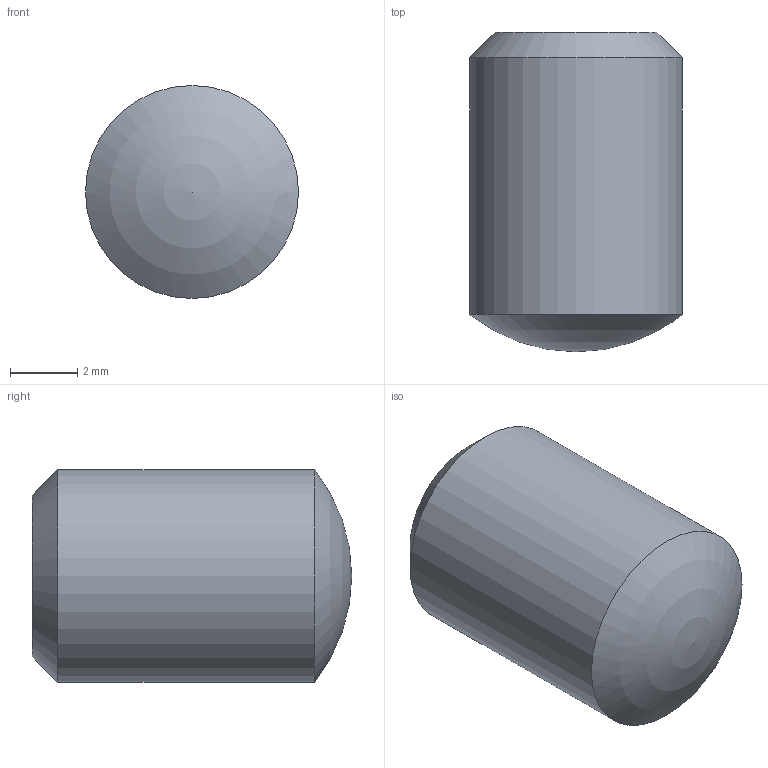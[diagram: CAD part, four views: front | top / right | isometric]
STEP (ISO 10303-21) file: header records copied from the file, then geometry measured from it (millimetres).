
FILE_DESCRIPTION(('FreeCAD Model'),'2;1');
FILE_NAME('13695.step', '2020-03-31T15:44:55',('Author'),(''), 'Open CASCADE STEP processor 7.2','FreeCAD','Unknown');
FILE_SCHEMA(('AUTOMOTIVE_DESIGN { 1 0 10303 214 1 1 1 1 }'));
Length unit declared in the file: millimetre
Products named in the file (1): 13695
Bounding box: 6.35 x 9.53 x 6.35 mm (x, y, z)
Volume: 249.9 mm3; surface area: 257 mm2
Topology: 1 solids, 1 shells, 12 faces, 28 edges, 18 vertices
Faces by surface type: plane 8, cone 2, cylinder 1, sphere 1
Full cylindrical faces by diameter (mm): 6.35 x1
Entity records: 847 total; most frequent: CARTESIAN_POINT 316, DIRECTION 86, ORIENTED_EDGE 54, PCURVE 54, DEFINITIONAL_REPRESENTATION 54, LINE 50, VECTOR 50, EDGE_CURVE 27
